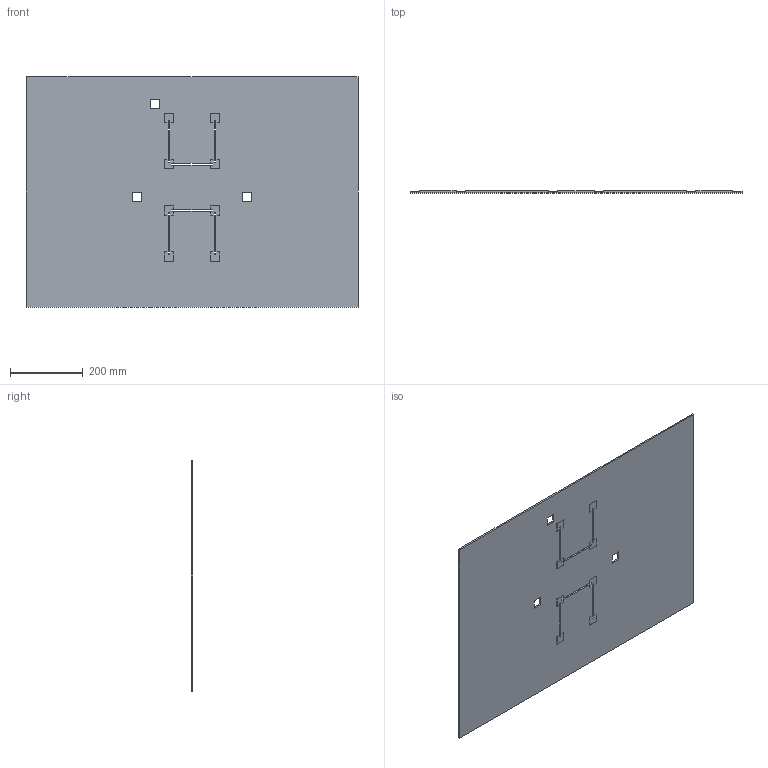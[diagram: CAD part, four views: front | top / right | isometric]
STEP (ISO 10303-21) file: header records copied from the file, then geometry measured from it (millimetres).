
FILE_DESCRIPTION (( 'STEP AP203' ), '1' );
FILE_NAME ('Start Module Floor.STEP', '2019-05-07T17:07:56', ( '' ), ( '' ), 'SwSTEP 2.0', 'SolidWorks 2014', '' );
FILE_SCHEMA (( 'CONFIG_CONTROL_DESIGN' ));
Length unit declared in the file: inch
Products named in the file (1): Start Module Floor
Bounding box: 914.4 x 4.76 x 635 mm (x, y, z)
Volume: 2704677.2 mm3; surface area: 1175556.9 mm2
Topology: 1 solids, 1 shells, 158 faces, 492 edges, 328 vertices
Faces by surface type: plane 158
Entity records: 5471 total; most frequent: ORIENTED_EDGE 984, CARTESIAN_POINT 979, DIRECTION 810, EDGE_CURVE 492, LINE 492, VECTOR 492, VERTEX_POINT 328, EDGE_LOOP 168
